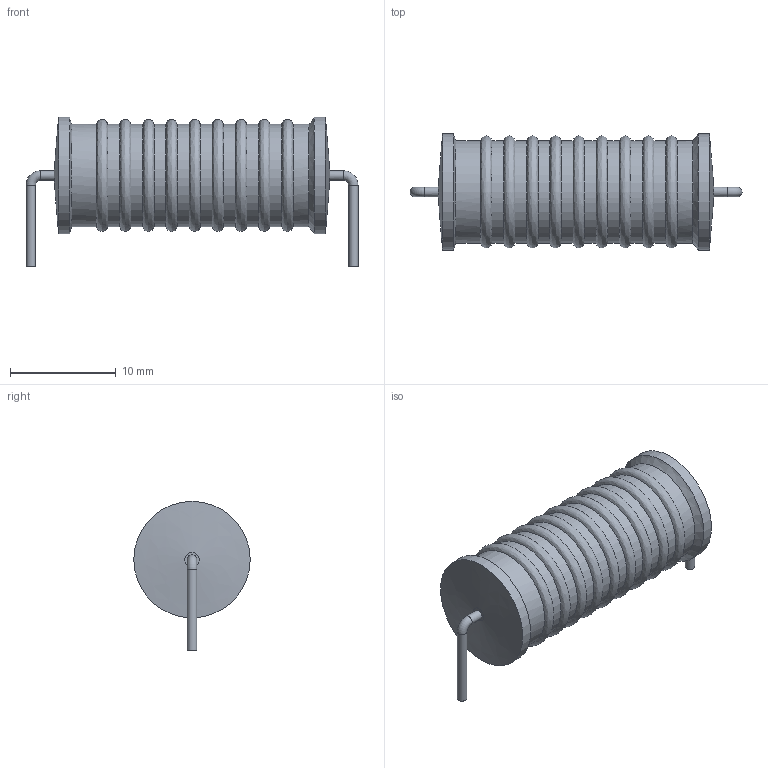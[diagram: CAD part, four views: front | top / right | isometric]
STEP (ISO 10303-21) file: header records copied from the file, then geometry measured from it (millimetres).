
FILE_DESCRIPTION(('FreeCAD Model'),'2;1');
FILE_NAME('L_Axial_L26.0mm_D11.0mm_P30.48mm_Horizontal_Fastron_77A.step', '2018-01-10T11:34:48',('kicad StepUp'),('ksu MCAD'), 'Open CASCADE STEP processor 6.8','FreeCAD','Unknown');
FILE_SCHEMA(('AUTOMOTIVE_DESIGN_CC2 { 1 2 10303 214 -1 1 5 4 }'));
Length unit declared in the file: millimetre
Products named in the file (1): L_Axial_L26.0mm_D11.0mm_P30.48mm_Horizontal_Fastron_77A
Bounding box: 31.38 x 11 x 14.1 mm (x, y, z)
Volume: 2058.5 mm3; surface area: 1198.2 mm2
Topology: 1 solids, 1 shells, 35 faces, 65 edges, 34 vertices
Faces by surface type: cylinder 14, revolution 13, plane 4, torus 2, extrusion 2
Full cylindrical faces by diameter (mm): 0.9 x2, 9.7 x10, 11 x2
Entity records: 2619 total; most frequent: CARTESIAN_POINT 2092, ORIENTED_EDGE 107, EDGE_CURVE 65, AXIS2_PLACEMENT_3D 42, FACE_BOUND 37, EDGE_LOOP 37, ADVANCED_FACE 35, STYLED_ITEM 35
